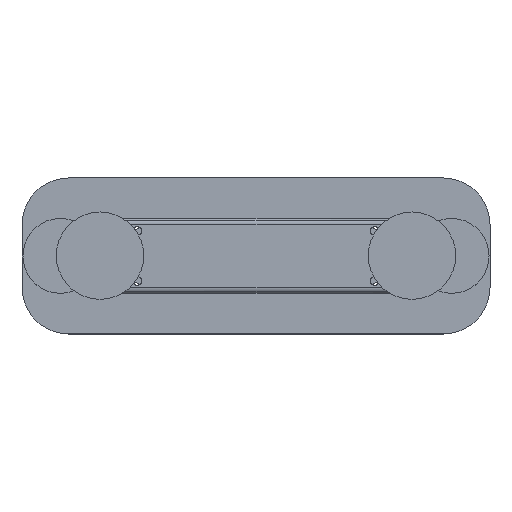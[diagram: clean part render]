
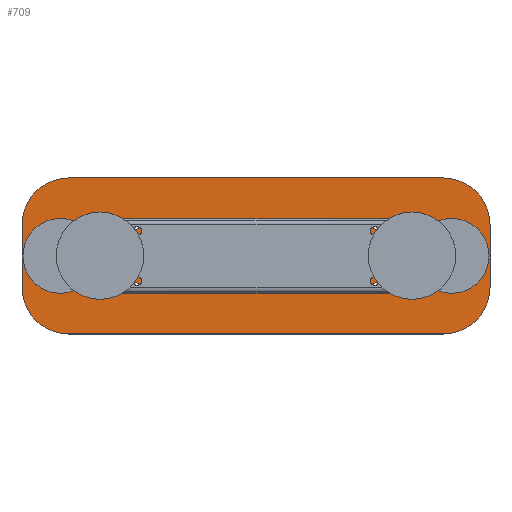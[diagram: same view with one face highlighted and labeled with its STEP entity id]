
A CAD part, top view. The second image highlights one B-rep face of the part: STEP entity #709.
In plain terms, the highlighted planar face has unit normal (0, 0, 1).
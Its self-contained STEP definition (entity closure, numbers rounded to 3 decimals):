
#709=ADVANCED_FACE('',(#1319,#1320,#1321,#1322,#1323,#1324,#1325),#1326,.T.);
#1319=FACE_BOUND('',#2622,.T.);
#1320=FACE_BOUND('',#2623,.T.);
#1321=FACE_BOUND('',#2624,.T.);
#1322=FACE_BOUND('',#2625,.T.);
#1323=FACE_BOUND('',#2626,.T.);
#1324=FACE_BOUND('',#2627,.T.);
#1325=FACE_OUTER_BOUND('',#2628,.T.);
#1326=PLANE('',#2629);
#2559=EDGE_CURVE('',#3980,#3977,#3981,.T.);
#2564=EDGE_CURVE('',#3989,#3986,#3990,.T.);
#2569=EDGE_CURVE('',#3998,#3995,#3999,.T.);
#2574=EDGE_CURVE('',#4007,#4004,#4008,.T.);
#2579=EDGE_CURVE('',#4016,#4013,#4017,.T.);
#2584=EDGE_CURVE('',#4025,#4022,#4026,.T.);
#2589=EDGE_CURVE('',#4022,#4025,#4032,.T.);
#2592=EDGE_CURVE('',#4013,#4016,#4035,.T.);
#2595=EDGE_CURVE('',#4004,#4007,#4038,.T.);
#2598=EDGE_CURVE('',#3995,#3998,#4041,.T.);
#2601=EDGE_CURVE('',#3986,#3989,#4044,.T.);
#2604=EDGE_CURVE('',#3977,#3980,#4047,.T.);
#2622=EDGE_LOOP('',(#4105,#4106));
#2623=EDGE_LOOP('',(#4107,#4108));
#2624=EDGE_LOOP('',(#4109,#4110));
#2625=EDGE_LOOP('',(#4111,#4112));
#2626=EDGE_LOOP('',(#4113,#4114));
#2627=EDGE_LOOP('',(#4115,#4116));
#2628=EDGE_LOOP('',(#4117,#4118,#4119,#4120,#4121,#4122,#4123,#4124,#4125,#4126,#4127,#4128));
#2629=AXIS2_PLACEMENT_3D('',#4129,#4130,#4131);
#3977=VERTEX_POINT('',#7212);
#3980=VERTEX_POINT('',#7216);
#3981=CIRCLE('',#7217,38.5);
#3986=VERTEX_POINT('',#7223);
#3989=VERTEX_POINT('',#7227);
#3990=CIRCLE('',#7228,38.5);
#3995=VERTEX_POINT('',#7234);
#3998=VERTEX_POINT('',#7238);
#3999=CIRCLE('',#7239,7.0);
#4004=VERTEX_POINT('',#7245);
#4007=VERTEX_POINT('',#7249);
#4008=CIRCLE('',#7250,7.0);
#4013=VERTEX_POINT('',#7256);
#4016=VERTEX_POINT('',#7260);
#4017=CIRCLE('',#7261,7.0);
#4022=VERTEX_POINT('',#7267);
#4025=VERTEX_POINT('',#7271);
#4026=CIRCLE('',#7272,7.0);
#4032=CIRCLE('',#7279,7.0);
#4035=CIRCLE('',#7282,7.0);
#4038=CIRCLE('',#7285,7.0);
#4041=CIRCLE('',#7288,7.0);
#4044=CIRCLE('',#7291,38.5);
#4047=CIRCLE('',#7294,38.5);
#4105=ORIENTED_EDGE('',*,*,#2589,.T.);
#4106=ORIENTED_EDGE('',*,*,#2584,.T.);
#4107=ORIENTED_EDGE('',*,*,#2592,.T.);
#4108=ORIENTED_EDGE('',*,*,#2579,.T.);
#4109=ORIENTED_EDGE('',*,*,#2595,.T.);
#4110=ORIENTED_EDGE('',*,*,#2574,.T.);
#4111=ORIENTED_EDGE('',*,*,#2598,.T.);
#4112=ORIENTED_EDGE('',*,*,#2569,.T.);
#4113=ORIENTED_EDGE('',*,*,#2601,.T.);
#4114=ORIENTED_EDGE('',*,*,#2564,.T.);
#4115=ORIENTED_EDGE('',*,*,#2604,.T.);
#4116=ORIENTED_EDGE('',*,*,#2559,.T.);
#4117=ORIENTED_EDGE('',*,*,#7314,.F.);
#4118=ORIENTED_EDGE('',*,*,#7323,.T.);
#4119=ORIENTED_EDGE('',*,*,#7324,.F.);
#4120=ORIENTED_EDGE('',*,*,#7299,.F.);
#4121=ORIENTED_EDGE('',*,*,#7325,.T.);
#4122=ORIENTED_EDGE('',*,*,#7301,.F.);
#4123=ORIENTED_EDGE('',*,*,#7320,.F.);
#4124=ORIENTED_EDGE('',*,*,#7326,.T.);
#4125=ORIENTED_EDGE('',*,*,#7315,.F.);
#4126=ORIENTED_EDGE('',*,*,#7307,.F.);
#4127=ORIENTED_EDGE('',*,*,#7327,.T.);
#4128=ORIENTED_EDGE('',*,*,#7309,.F.);
#4129=CARTESIAN_POINT('',(705.,-775.,130.0));
#4130=DIRECTION('',(0.0,0.0,1.0));
#4131=DIRECTION('',(0.0,-1.0,0.0));
#7212=CARTESIAN_POINT('',(118.5,-650.,130.0));
#7216=CARTESIAN_POINT('',(41.5,-650.,130.0));
#7217=AXIS2_PLACEMENT_3D('',#11279,#11280,#11281);
#7223=CARTESIAN_POINT('',(618.5,-650.,130.0));
#7227=CARTESIAN_POINT('',(541.5,-650.,130.0));
#7228=AXIS2_PLACEMENT_3D('',#11287,#11288,#11289);
#7234=CARTESIAN_POINT('',(142.688,-601.,130.0));
#7238=CARTESIAN_POINT('',(128.688,-601.,130.0));
#7239=AXIS2_PLACEMENT_3D('',#11295,#11296,#11297);
#7245=CARTESIAN_POINT('',(142.688,-699.,130.0));
#7249=CARTESIAN_POINT('',(128.688,-699.,130.0));
#7250=AXIS2_PLACEMENT_3D('',#11303,#11304,#11305);
#7256=CARTESIAN_POINT('',(531.312,-601.,130.0));
#7260=CARTESIAN_POINT('',(517.312,-601.,130.0));
#7261=AXIS2_PLACEMENT_3D('',#11311,#11312,#11313);
#7267=CARTESIAN_POINT('',(531.312,-699.,130.0));
#7271=CARTESIAN_POINT('',(517.312,-699.,130.0));
#7272=AXIS2_PLACEMENT_3D('',#11319,#11320,#11321);
#7279=AXIS2_PLACEMENT_3D('',#11329,#11330,#11331);
#7282=AXIS2_PLACEMENT_3D('',#11335,#11336,#11337);
#7285=AXIS2_PLACEMENT_3D('',#11341,#11342,#11343);
#7288=AXIS2_PLACEMENT_3D('',#11347,#11348,#11349);
#7291=AXIS2_PLACEMENT_3D('',#11353,#11354,#11355);
#7294=AXIS2_PLACEMENT_3D('',#11359,#11360,#11361);
#7299=EDGE_CURVE('',#11367,#11363,#11369,.T.);
#7301=EDGE_CURVE('',#11370,#11373,#11374,.T.);
#7307=EDGE_CURVE('',#11383,#11379,#11385,.T.);
#7309=EDGE_CURVE('',#11386,#11389,#11390,.T.);
#7314=EDGE_CURVE('',#11396,#11386,#11398,.T.);
#7315=EDGE_CURVE('',#11379,#11399,#11400,.T.);
#7320=EDGE_CURVE('',#11406,#11370,#11408,.T.);
#7323=EDGE_CURVE('',#11396,#11411,#11413,.T.);
#7324=EDGE_CURVE('',#11363,#11411,#11414,.T.);
#7325=EDGE_CURVE('',#11367,#11373,#11415,.T.);
#7326=EDGE_CURVE('',#11406,#11399,#11416,.T.);
#7327=EDGE_CURVE('',#11383,#11389,#11417,.T.);
#11279=CARTESIAN_POINT('',(80.,-650.,130.0));
#11280=DIRECTION('',(0.0,0.0,-1.0));
#11281=DIRECTION('',(1.0,0.0,0.0));
#11287=CARTESIAN_POINT('',(580.,-650.,130.0));
#11288=DIRECTION('',(0.0,0.0,-1.0));
#11289=DIRECTION('',(1.0,0.0,0.0));
#11295=CARTESIAN_POINT('',(135.688,-601.,130.0));
#11296=DIRECTION('',(0.0,0.0,-1.0));
#11297=DIRECTION('',(1.0,0.0,0.0));
#11303=CARTESIAN_POINT('',(135.688,-699.,130.0));
#11304=DIRECTION('',(0.0,0.0,-1.0));
#11305=DIRECTION('',(1.0,0.0,0.0));
#11311=CARTESIAN_POINT('',(524.312,-601.,130.0));
#11312=DIRECTION('',(0.0,0.0,-1.0));
#11313=DIRECTION('',(1.0,0.0,0.0));
#11319=CARTESIAN_POINT('',(524.312,-699.,130.0));
#11320=DIRECTION('',(0.0,0.0,-1.0));
#11321=DIRECTION('',(1.0,0.0,0.0));
#11329=CARTESIAN_POINT('',(524.312,-699.,130.0));
#11330=DIRECTION('',(0.0,0.0,-1.0));
#11331=DIRECTION('',(1.0,0.0,0.0));
#11335=CARTESIAN_POINT('',(524.312,-601.,130.0));
#11336=DIRECTION('',(0.0,0.0,-1.0));
#11337=DIRECTION('',(1.0,0.0,0.0));
#11341=CARTESIAN_POINT('',(135.688,-699.,130.0));
#11342=DIRECTION('',(0.0,0.0,-1.0));
#11343=DIRECTION('',(1.0,0.0,0.0));
#11347=CARTESIAN_POINT('',(135.688,-601.,130.0));
#11348=DIRECTION('',(0.0,0.0,-1.0));
#11349=DIRECTION('',(1.0,0.0,0.0));
#11353=CARTESIAN_POINT('',(580.,-650.,130.0));
#11354=DIRECTION('',(0.0,0.0,-1.0));
#11355=DIRECTION('',(1.0,0.0,0.0));
#11359=CARTESIAN_POINT('',(80.,-650.,130.0));
#11360=DIRECTION('',(0.0,0.0,-1.0));
#11361=DIRECTION('',(1.0,0.0,0.0));
#11363=VERTEX_POINT('',#12773);
#11367=VERTEX_POINT('',#12778);
#11369=CIRCLE('',#12781,75.0);
#11370=VERTEX_POINT('',#12782);
#11373=VERTEX_POINT('',#12786);
#11374=CIRCLE('',#12787,75.0);
#11379=VERTEX_POINT('',#12793);
#11383=VERTEX_POINT('',#12798);
#11385=CIRCLE('',#12801,75.0);
#11386=VERTEX_POINT('',#12802);
#11389=VERTEX_POINT('',#12806);
#11390=CIRCLE('',#12807,75.0);
#11396=VERTEX_POINT('',#12814);
#11398=CIRCLE('',#12817,75.0);
#11399=VERTEX_POINT('',#12818);
#11400=CIRCLE('',#12819,75.0);
#11406=VERTEX_POINT('',#12826);
#11408=CIRCLE('',#12829,75.0);
#11411=VERTEX_POINT('',#12833);
#11413=LINE('',#12836,#12837);
#11414=CIRCLE('',#12838,75.0);
#11415=LINE('',#12839,#12840);
#11416=LINE('',#12841,#12842);
#11417=LINE('',#12843,#12844);
#12773=CARTESIAN_POINT('',(-23.033,-546.967,130.0));
#12778=CARTESIAN_POINT('',(-45.,-600.,130.0));
#12781=AXIS2_PLACEMENT_3D('',#15245,#15246,#15247);
#12782=CARTESIAN_POINT('',(-23.033,-753.033,130.0));
#12786=CARTESIAN_POINT('',(-45.,-700.,130.0));
#12787=AXIS2_PLACEMENT_3D('',#15249,#15250,#15251);
#12793=CARTESIAN_POINT('',(683.033,-753.033,130.0));
#12798=CARTESIAN_POINT('',(705.,-700.,130.0));
#12801=AXIS2_PLACEMENT_3D('',#15261,#15262,#15263);
#12802=CARTESIAN_POINT('',(683.033,-546.967,130.0));
#12806=CARTESIAN_POINT('',(705.,-600.,130.0));
#12807=AXIS2_PLACEMENT_3D('',#15265,#15266,#15267);
#12814=CARTESIAN_POINT('',(630.,-525.,130.0));
#12817=AXIS2_PLACEMENT_3D('',#15276,#15277,#15278);
#12818=CARTESIAN_POINT('',(630.,-775.,130.0));
#12819=AXIS2_PLACEMENT_3D('',#15279,#15280,#15281);
#12826=CARTESIAN_POINT('',(30.,-775.,130.0));
#12829=AXIS2_PLACEMENT_3D('',#15290,#15291,#15292);
#12833=CARTESIAN_POINT('',(30.,-525.,130.0));
#12836=CARTESIAN_POINT('',(705.,-525.,130.0));
#12837=VECTOR('',#15295,1.0);
#12838=AXIS2_PLACEMENT_3D('',#15296,#15297,#15298);
#12839=CARTESIAN_POINT('',(-45.,-525.,130.0));
#12840=VECTOR('',#15299,1.0);
#12841=CARTESIAN_POINT('',(-45.,-775.,130.0));
#12842=VECTOR('',#15300,1.0);
#12843=CARTESIAN_POINT('',(705.,-775.,130.0));
#12844=VECTOR('',#15301,1.0);
#15245=CARTESIAN_POINT('',(30.,-600.,130.0));
#15246=DIRECTION('',(0.0,0.0,-1.0));
#15247=DIRECTION('',(-0.707,0.707,0.0));
#15249=CARTESIAN_POINT('',(30.,-700.,130.0));
#15250=DIRECTION('',(-0.0,0.0,-1.0));
#15251=DIRECTION('',(-0.707,-0.707,0.0));
#15261=CARTESIAN_POINT('',(630.,-700.,130.0));
#15262=DIRECTION('',(0.0,-0.0,-1.0));
#15263=DIRECTION('',(0.707,-0.707,0.0));
#15265=CARTESIAN_POINT('',(630.,-600.,130.0));
#15266=DIRECTION('',(0.0,0.0,-1.0));
#15267=DIRECTION('',(0.707,0.707,0.0));
#15276=CARTESIAN_POINT('',(630.,-600.,130.0));
#15277=DIRECTION('',(0.0,0.0,-1.0));
#15278=DIRECTION('',(0.707,0.707,0.0));
#15279=CARTESIAN_POINT('',(630.,-700.,130.0));
#15280=DIRECTION('',(0.0,-0.0,-1.0));
#15281=DIRECTION('',(0.707,-0.707,0.0));
#15290=CARTESIAN_POINT('',(30.,-700.,130.0));
#15291=DIRECTION('',(-0.0,0.0,-1.0));
#15292=DIRECTION('',(-0.707,-0.707,0.0));
#15295=DIRECTION('',(-1.0,0.0,0.0));
#15296=CARTESIAN_POINT('',(30.,-600.,130.0));
#15297=DIRECTION('',(0.0,0.0,-1.0));
#15298=DIRECTION('',(-0.707,0.707,0.0));
#15299=DIRECTION('',(0.0,-1.0,0.0));
#15300=DIRECTION('',(1.0,0.0,0.0));
#15301=DIRECTION('',(0.0,1.0,0.0));
